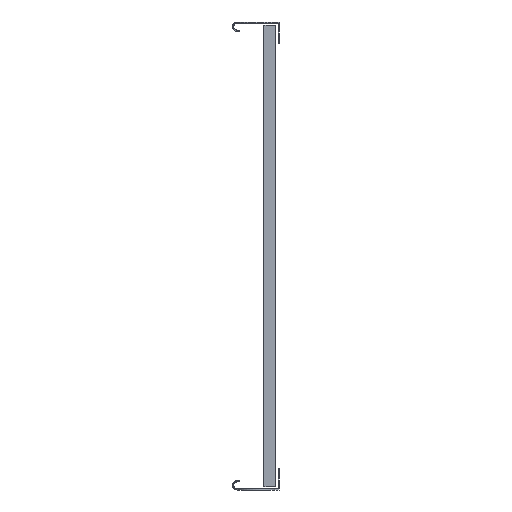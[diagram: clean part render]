
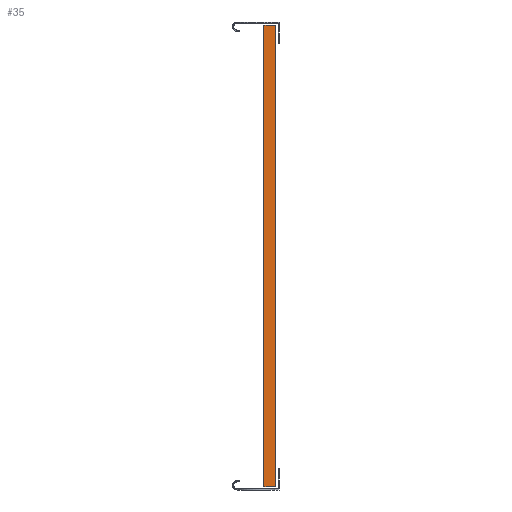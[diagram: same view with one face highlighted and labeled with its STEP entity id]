
A CAD part, left-side view. The second image highlights one B-rep face of the part: STEP entity #35.
In plain terms, the highlighted planar face has unit normal (-1, 0, 0).
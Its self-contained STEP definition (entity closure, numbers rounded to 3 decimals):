
#35 = ADVANCED_FACE ( 'NONE', ( #2148 ), #5802, .F. ) ;
#138 = DIRECTION ( 'NONE',  ( 0., 0., 1. ) ) ;
#146 = CARTESIAN_POINT ( 'NONE',  ( -15., 3., -296. ) ) ;
#307 = CARTESIAN_POINT ( 'NONE',  ( -15., 12., -296. ) ) ;
#450 = EDGE_CURVE ( 'NONE', #5385, #5659, #1129, .T. ) ;
#540 = DIRECTION ( 'NONE',  ( 0., 1., 0. ) ) ;
#719 = ORIENTED_EDGE ( 'NONE', *, *, #871, .T. ) ;
#736 = DIRECTION ( 'NONE',  ( 0., 0., -1. ) ) ;
#871 = EDGE_CURVE ( 'NONE', #3983, #3136, #4213, .T. ) ;
#963 = VECTOR ( 'NONE', #138, 1000. ) ;
#967 = VECTOR ( 'NONE', #1530, 1000. ) ;
#1003 = LINE ( 'NONE', #3770, #963 ) ;
#1120 = VECTOR ( 'NONE', #4662, 1000. ) ;
#1129 = LINE ( 'NONE', #5993, #1120 ) ;
#1172 = ORIENTED_EDGE ( 'NONE', *, *, #6175, .F. ) ;
#1354 = EDGE_CURVE ( 'NONE', #2824, #5659, #5070, .T. ) ;
#1426 = ORIENTED_EDGE ( 'NONE', *, *, #5469, .T. ) ;
#1508 = CARTESIAN_POINT ( 'NONE',  ( -15., 3., -296. ) ) ;
#1530 = DIRECTION ( 'NONE',  ( 0., 1., 0. ) ) ;
#1537 = CARTESIAN_POINT ( 'NONE',  ( -15., 0., -296. ) ) ;
#1714 = DIRECTION ( 'NONE',  ( 0., 1., 0. ) ) ;
#1748 = DIRECTION ( 'NONE',  ( 0., -1., 0. ) ) ;
#1756 = CARTESIAN_POINT ( 'NONE',  ( -15., 3., -296. ) ) ;
#1773 = CARTESIAN_POINT ( 'NONE',  ( -15., 0., -296. ) ) ;
#2067 = CARTESIAN_POINT ( 'NONE',  ( -15., 15., -296. ) ) ;
#2148 = FACE_OUTER_BOUND ( 'NONE', #2746, .T. ) ;
#2273 = EDGE_CURVE ( 'NONE', #4807, #3359, #4657, .T. ) ;
#2625 = CARTESIAN_POINT ( 'NONE',  ( -15., 3., 296. ) ) ;
#2746 = EDGE_LOOP ( 'NONE', ( #1426, #719, #1172, #6340, #5852, #5039, #4471, #4059 ) ) ;
#2762 = CARTESIAN_POINT ( 'NONE',  ( -15., 0., 296. ) ) ;
#2824 = VERTEX_POINT ( 'NONE', #1537 ) ;
#2858 = VECTOR ( 'NONE', #3145, 1000. ) ;
#2861 = VERTEX_POINT ( 'NONE', #2067 ) ;
#3030 = LINE ( 'NONE', #2625, #2858 ) ;
#3136 = VERTEX_POINT ( 'NONE', #4473 ) ;
#3145 = DIRECTION ( 'NONE',  ( 0., 1., 0. ) ) ;
#3253 = EDGE_CURVE ( 'NONE', #4807, #2824, #6684, .T. ) ;
#3268 = EDGE_CURVE ( 'NONE', #3359, #2861, #6554, .T. ) ;
#3359 = VERTEX_POINT ( 'NONE', #307 ) ;
#3497 = VECTOR ( 'NONE', #1714, 1000. ) ;
#3770 = CARTESIAN_POINT ( 'NONE',  ( -15., 15., -296. ) ) ;
#3983 = VERTEX_POINT ( 'NONE', #4944 ) ;
#4059 = ORIENTED_EDGE ( 'NONE', *, *, #450, .F. ) ;
#4181 = VECTOR ( 'NONE', #540, 1000. ) ;
#4192 = CARTESIAN_POINT ( 'NONE',  ( -15., 3., -296. ) ) ;
#4213 = LINE ( 'NONE', #6524, #4181 ) ;
#4471 = ORIENTED_EDGE ( 'NONE', *, *, #1354, .T. ) ;
#4473 = CARTESIAN_POINT ( 'NONE',  ( -15., 15., 296. ) ) ;
#4657 = LINE ( 'NONE', #1756, #3497 ) ;
#4662 = DIRECTION ( 'NONE',  ( 0., -1., 0. ) ) ;
#4807 = VERTEX_POINT ( 'NONE', #4192 ) ;
#4944 = CARTESIAN_POINT ( 'NONE',  ( -15., 12., 296. ) ) ;
#5039 = ORIENTED_EDGE ( 'NONE', *, *, #3253, .T. ) ;
#5070 = LINE ( 'NONE', #6065, #5099 ) ;
#5099 = VECTOR ( 'NONE', #5544, 1000. ) ;
#5385 = VERTEX_POINT ( 'NONE', #5856 ) ;
#5469 = EDGE_CURVE ( 'NONE', #5385, #3983, #3030, .T. ) ;
#5520 = DIRECTION ( 'NONE',  ( 1., 0., 0. ) ) ;
#5544 = DIRECTION ( 'NONE',  ( 0., 0., 1. ) ) ;
#5659 = VERTEX_POINT ( 'NONE', #2762 ) ;
#5802 = PLANE ( 'NONE',  #6380 ) ;
#5852 = ORIENTED_EDGE ( 'NONE', *, *, #2273, .F. ) ;
#5856 = CARTESIAN_POINT ( 'NONE',  ( -15., 3., 296. ) ) ;
#5993 = CARTESIAN_POINT ( 'NONE',  ( -15., 3., 296. ) ) ;
#6065 = CARTESIAN_POINT ( 'NONE',  ( -15., 0., -296. ) ) ;
#6175 = EDGE_CURVE ( 'NONE', #2861, #3136, #1003, .T. ) ;
#6208 = VECTOR ( 'NONE', #1748, 1000. ) ;
#6340 = ORIENTED_EDGE ( 'NONE', *, *, #3268, .F. ) ;
#6380 = AXIS2_PLACEMENT_3D ( 'NONE', #146, #5520, #736 ) ;
#6524 = CARTESIAN_POINT ( 'NONE',  ( -15., 15., 296. ) ) ;
#6554 = LINE ( 'NONE', #1508, #967 ) ;
#6684 = LINE ( 'NONE', #1773, #6208 ) ;
